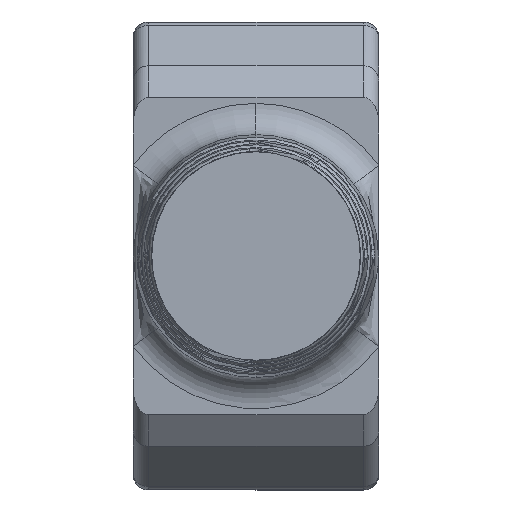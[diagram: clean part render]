
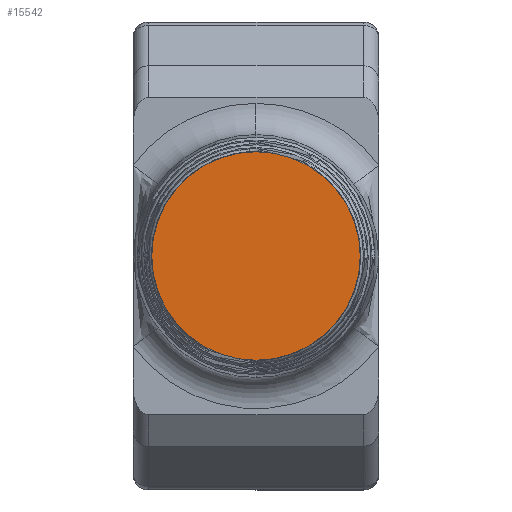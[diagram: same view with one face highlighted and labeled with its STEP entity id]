
A CAD part, front view. The second image highlights one B-rep face of the part: STEP entity #15542.
In plain terms, the highlighted planar face has unit normal (0, -1, 0).
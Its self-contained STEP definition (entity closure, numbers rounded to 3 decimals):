
#1792 = ORIENTED_EDGE ( 'NONE', *, *, #20820, .F. ) ;
#1964 = EDGE_CURVE ( 'NONE', #22725, #12511, #5974, .T. ) ;
#3394 = DIRECTION ( 'NONE',  ( 0., 1., 0. ) ) ;
#4004 = CARTESIAN_POINT ( 'NONE',  ( 3.937, -3.475, -7.493 ) ) ;
#4585 = CIRCLE ( 'NONE', #22062, 3.338 ) ;
#4992 = CARTESIAN_POINT ( 'NONE',  ( 3.937, -3.475, -4.155 ) ) ;
#5590 = PLANE ( 'NONE',  #25105 ) ;
#5719 = EDGE_LOOP ( 'NONE', ( #21712, #1792 ) ) ;
#5974 = CIRCLE ( 'NONE', #20601, 3.338 ) ;
#11159 = DIRECTION ( 'NONE',  ( 0., 0., -1. ) ) ;
#11262 = DIRECTION ( 'NONE',  ( 0., 1., 0. ) ) ;
#11523 = DIRECTION ( 'NONE',  ( 0., 0., 1. ) ) ;
#12511 = VERTEX_POINT ( 'NONE', #25029 ) ;
#12948 = FACE_OUTER_BOUND ( 'NONE', #5719, .T. ) ;
#15237 = CARTESIAN_POINT ( 'NONE',  ( 3.937, -3.475, -7.493 ) ) ;
#15542 = ADVANCED_FACE ( 'NONE', ( #12948 ), #5590, .T. ) ;
#16636 = CARTESIAN_POINT ( 'NONE',  ( 3.937, -3.475, -7.493 ) ) ;
#19377 = DIRECTION ( 'NONE',  ( 0., 0., 1. ) ) ;
#20601 = AXIS2_PLACEMENT_3D ( 'NONE', #15237, #3394, #11523 ) ;
#20820 = EDGE_CURVE ( 'NONE', #12511, #22725, #4585, .T. ) ;
#21712 = ORIENTED_EDGE ( 'NONE', *, *, #1964, .F. ) ;
#22062 = AXIS2_PLACEMENT_3D ( 'NONE', #4004, #11262, #19377 ) ;
#22725 = VERTEX_POINT ( 'NONE', #4992 ) ;
#24899 = DIRECTION ( 'NONE',  ( 0., -1., 0. ) ) ;
#25029 = CARTESIAN_POINT ( 'NONE',  ( 3.937, -3.475, -10.831 ) ) ;
#25105 = AXIS2_PLACEMENT_3D ( 'NONE', #16636, #24899, #11159 ) ;
